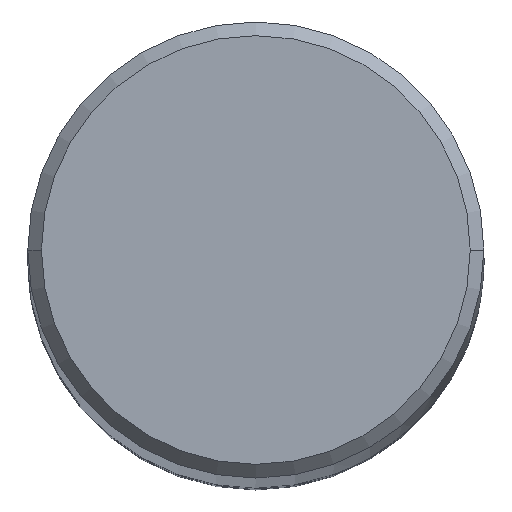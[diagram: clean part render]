
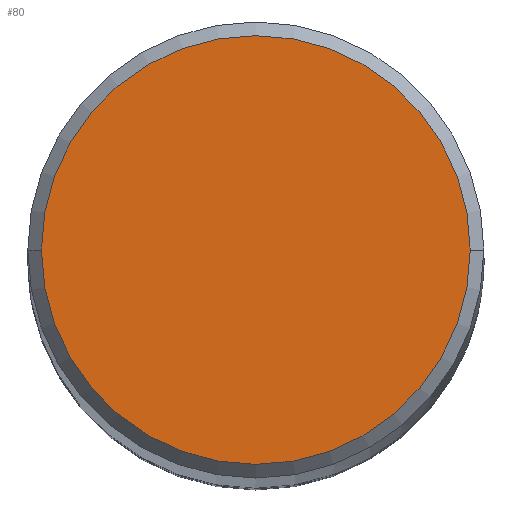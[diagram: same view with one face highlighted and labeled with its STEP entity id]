
A CAD part, top view. The second image highlights one B-rep face of the part: STEP entity #80.
In plain terms, the highlighted planar face has unit normal (0, 0, 1).
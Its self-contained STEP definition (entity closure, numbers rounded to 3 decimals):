
#4 = EDGE_CURVE ( 'NONE', #131, #129, #206, .T. ) ;
#80 = ADVANCED_FACE ( 'NONE', ( #540 ), #594, .T. ) ;
#82 = ORIENTED_EDGE ( 'NONE', *, *, #4, .T. ) ;
#88 = EDGE_LOOP ( 'NONE', ( #82, #118 ) ) ;
#118 = ORIENTED_EDGE ( 'NONE', *, *, #130, .T. ) ;
#129 = VERTEX_POINT ( 'NONE', #655 ) ;
#130 = EDGE_CURVE ( 'NONE', #129, #131, #914, .T. ) ;
#131 = VERTEX_POINT ( 'NONE', #1065 ) ;
#206 = CIRCLE ( 'NONE', #268, 4.7 ) ;
#265 = DIRECTION ( 'NONE',  ( 1., 0., 0. ) ) ;
#266 = DIRECTION ( 'NONE',  ( 0., 0., 1. ) ) ;
#267 = CARTESIAN_POINT ( 'NONE',  ( 0., 0., 75. ) ) ;
#268 = AXIS2_PLACEMENT_3D ( 'NONE', #267, #266, #265 ) ;
#533 = DIRECTION ( 'NONE',  ( 1., 0., 0. ) ) ;
#534 = DIRECTION ( 'NONE',  ( 0., 0., 1. ) ) ;
#535 = CARTESIAN_POINT ( 'NONE',  ( 0., 0., 75. ) ) ;
#540 = FACE_OUTER_BOUND ( 'NONE', #88, .T. ) ;
#541 = AXIS2_PLACEMENT_3D ( 'NONE', #535, #534, #533 ) ;
#594 = PLANE ( 'NONE',  #541 ) ;
#655 = CARTESIAN_POINT ( 'NONE',  ( 4.7, 0., 75. ) ) ;
#656 = CARTESIAN_POINT ( 'NONE',  ( 0., 0., 75. ) ) ;
#657 = DIRECTION ( 'NONE',  ( 0., 0., 1. ) ) ;
#914 = CIRCLE ( 'NONE', #941, 4.7 ) ;
#922 = DIRECTION ( 'NONE',  ( 1., 0., 0. ) ) ;
#941 = AXIS2_PLACEMENT_3D ( 'NONE', #656, #657, #922 ) ;
#1065 = CARTESIAN_POINT ( 'NONE',  ( -4.7, 0., 75. ) ) ;
